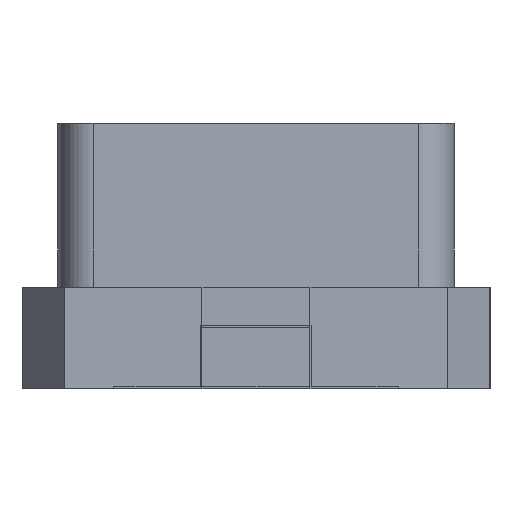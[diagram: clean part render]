
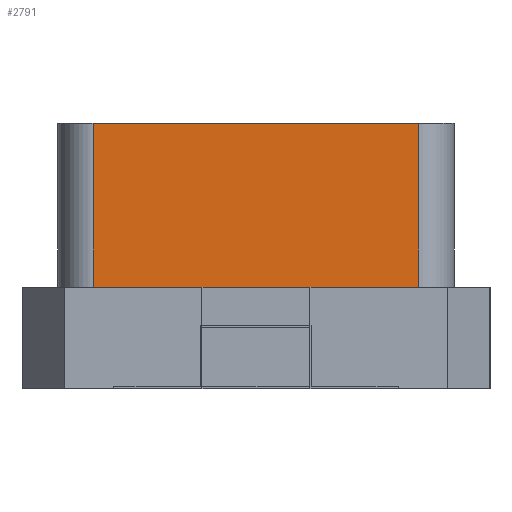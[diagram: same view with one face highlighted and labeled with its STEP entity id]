
A CAD part, left-side view. The second image highlights one B-rep face of the part: STEP entity #2791.
In plain terms, the highlighted free-form (B-spline) face has degree [1, 1] with [2, 2] control points.
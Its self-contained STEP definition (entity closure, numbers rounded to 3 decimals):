
#861 = B_SPLINE_SURFACE_WITH_KNOTS('',1,1,(
    (#862,#863)
    ,(#864,#865
    )),.UNSPECIFIED.,.F.,.F.,.F.,(2,2),(2,2),(-1.651,1.651),(-2.502,
    2.502),.PIECEWISE_BEZIER_KNOTS.);
#862 = CARTESIAN_POINT('',(-1.601,0.743,0.322));
#863 = CARTESIAN_POINT('',(1.601,0.743,0.322));
#864 = CARTESIAN_POINT('',(-1.601,-0.743,0.322));
#865 = CARTESIAN_POINT('',(1.601,-0.743,0.322));
#2437 = VERTEX_POINT('',#2438);
#2438 = CARTESIAN_POINT('',(-1.44,-0.518,0.322));
#2452 = ( BOUNDED_SURFACE() B_SPLINE_SURFACE(2,1,(
    (#2453,#2454)
    ,(#2455,#2456)
    ,(#2457,#2458
)),.UNSPECIFIED.,.F.,.F.,.F.) B_SPLINE_SURFACE_WITH_KNOTS((3,3),(2,2),(
    4.712,6.283),(0.,0.8),.PIECEWISE_BEZIER_KNOTS.) 
GEOMETRIC_REPRESENTATION_ITEM() RATIONAL_B_SPLINE_SURFACE((
    (1.,1.)
    ,(0.707,0.707)
,(1.,1.))) REPRESENTATION_ITEM('') SURFACE() );
#2453 = CARTESIAN_POINT('',(-1.44,-0.518,0.322));
#2454 = CARTESIAN_POINT('',(-1.44,-0.518,0.842));
#2455 = CARTESIAN_POINT('',(-1.44,-0.63,0.322));
#2456 = CARTESIAN_POINT('',(-1.44,-0.63,0.842));
#2457 = CARTESIAN_POINT('',(-1.28,-0.63,0.322));
#2458 = CARTESIAN_POINT('',(-1.28,-0.63,0.842));
#2466 = EDGE_CURVE('',#2467,#2437,#2469,.T.);
#2467 = VERTEX_POINT('',#2468);
#2468 = CARTESIAN_POINT('',(-1.44,0.518,0.322));
#2469 = SURFACE_CURVE('',#2470,(#2473,#2479),.PCURVE_S1.);
#2470 = B_SPLINE_CURVE_WITH_KNOTS('',1,(#2471,#2472),.UNSPECIFIED.,.F.,
  .F.,(2,2),(-2.3,0.),.PIECEWISE_BEZIER_KNOTS.);
#2471 = CARTESIAN_POINT('',(-1.44,0.518,0.322));
#2472 = CARTESIAN_POINT('',(-1.44,-0.518,0.322));
#2473 = PCURVE('',#861,#2474);
#2474 = DEFINITIONAL_REPRESENTATION('',(#2475),#2478);
#2475 = B_SPLINE_CURVE_WITH_KNOTS('',1,(#2476,#2477),.UNSPECIFIED.,.F.,
  .F.,(2,2),(-2.3,0.),.PIECEWISE_BEZIER_KNOTS.);
#2476 = CARTESIAN_POINT('',(-1.15,-2.25));
#2477 = CARTESIAN_POINT('',(1.15,-2.25));
#2478 = ( GEOMETRIC_REPRESENTATION_CONTEXT(2) 
PARAMETRIC_REPRESENTATION_CONTEXT() REPRESENTATION_CONTEXT('2D SPACE',''
  ) );
#2479 = PCURVE('',#2480,#2485);
#2480 = B_SPLINE_SURFACE_WITH_KNOTS('',1,1,(
    (#2481,#2482)
    ,(#2483,#2484
    )),.UNSPECIFIED.,.F.,.F.,.F.,(2,2),(2,2),(-2.3,0.),(0.,0.8),
  .PIECEWISE_BEZIER_KNOTS.);
#2481 = CARTESIAN_POINT('',(-1.44,0.518,0.322));
#2482 = CARTESIAN_POINT('',(-1.44,0.518,0.842));
#2483 = CARTESIAN_POINT('',(-1.44,-0.518,0.322));
#2484 = CARTESIAN_POINT('',(-1.44,-0.518,0.842));
#2485 = DEFINITIONAL_REPRESENTATION('',(#2486),#2489);
#2486 = B_SPLINE_CURVE_WITH_KNOTS('',1,(#2487,#2488),.UNSPECIFIED.,.F.,
  .F.,(2,2),(-2.3,0.),.PIECEWISE_BEZIER_KNOTS.);
#2487 = CARTESIAN_POINT('',(-2.3,0.));
#2488 = CARTESIAN_POINT('',(0.,0.));
#2489 = ( GEOMETRIC_REPRESENTATION_CONTEXT(2) 
PARAMETRIC_REPRESENTATION_CONTEXT() REPRESENTATION_CONTEXT('2D SPACE',''
  ) );
#2507 = ( BOUNDED_SURFACE() B_SPLINE_SURFACE(2,1,(
    (#2508,#2509)
    ,(#2510,#2511)
    ,(#2512,#2513
)),.UNSPECIFIED.,.F.,.F.,.F.) B_SPLINE_SURFACE_WITH_KNOTS((3,3),(2,2),(
    3.142,4.712),(0.,0.8),.PIECEWISE_BEZIER_KNOTS.) 
GEOMETRIC_REPRESENTATION_ITEM() RATIONAL_B_SPLINE_SURFACE((
    (1.,1.)
    ,(0.707,0.707)
,(1.,1.))) REPRESENTATION_ITEM('') SURFACE() );
#2508 = CARTESIAN_POINT('',(-1.28,0.63,0.322));
#2509 = CARTESIAN_POINT('',(-1.28,0.63,0.842));
#2510 = CARTESIAN_POINT('',(-1.44,0.63,0.322));
#2511 = CARTESIAN_POINT('',(-1.44,0.63,0.842));
#2512 = CARTESIAN_POINT('',(-1.44,0.518,0.322));
#2513 = CARTESIAN_POINT('',(-1.44,0.518,0.842));
#2650 = B_SPLINE_SURFACE_WITH_KNOTS('',1,1,(
    (#2651,#2652)
    ,(#2653,#2654
    )),.UNSPECIFIED.,.F.,.F.,.F.,(2,2),(2,2),(-1.4,1.4),(-2.25,2.25),
  .PIECEWISE_BEZIER_KNOTS.);
#2651 = CARTESIAN_POINT('',(-1.44,0.63,0.842));
#2652 = CARTESIAN_POINT('',(1.44,0.63,0.842));
#2653 = CARTESIAN_POINT('',(-1.44,-0.63,0.842));
#2654 = CARTESIAN_POINT('',(1.44,-0.63,0.842));
#2749 = VERTEX_POINT('',#2750);
#2750 = CARTESIAN_POINT('',(-1.44,-0.518,0.842));
#2771 = EDGE_CURVE('',#2437,#2749,#2772,.T.);
#2772 = SURFACE_CURVE('',#2773,(#2776,#2783),.PCURVE_S1.);
#2773 = B_SPLINE_CURVE_WITH_KNOTS('',1,(#2774,#2775),.UNSPECIFIED.,.F.,
  .F.,(2,2),(0.,0.8),.PIECEWISE_BEZIER_KNOTS.);
#2774 = CARTESIAN_POINT('',(-1.44,-0.518,0.322));
#2775 = CARTESIAN_POINT('',(-1.44,-0.518,0.842));
#2776 = PCURVE('',#2452,#2777);
#2777 = DEFINITIONAL_REPRESENTATION('',(#2778),#2782);
#2778 = B_SPLINE_CURVE_WITH_KNOTS('',2,(#2779,#2780,#2781),
  .UNSPECIFIED.,.F.,.F.,(3,3),(0.,0.8),.PIECEWISE_BEZIER_KNOTS.);
#2779 = CARTESIAN_POINT('',(4.712,0.));
#2780 = CARTESIAN_POINT('',(4.712,0.4));
#2781 = CARTESIAN_POINT('',(4.712,0.8));
#2782 = ( GEOMETRIC_REPRESENTATION_CONTEXT(2) 
PARAMETRIC_REPRESENTATION_CONTEXT() REPRESENTATION_CONTEXT('2D SPACE',''
  ) );
#2783 = PCURVE('',#2480,#2784);
#2784 = DEFINITIONAL_REPRESENTATION('',(#2785),#2788);
#2785 = B_SPLINE_CURVE_WITH_KNOTS('',1,(#2786,#2787),.UNSPECIFIED.,.F.,
  .F.,(2,2),(0.,0.8),.PIECEWISE_BEZIER_KNOTS.);
#2786 = CARTESIAN_POINT('',(0.,0.));
#2787 = CARTESIAN_POINT('',(0.,0.8));
#2788 = ( GEOMETRIC_REPRESENTATION_CONTEXT(2) 
PARAMETRIC_REPRESENTATION_CONTEXT() REPRESENTATION_CONTEXT('2D SPACE',''
  ) );
#2791 = ADVANCED_FACE('',(#2792),#2480,.T.);
#2792 = FACE_BOUND('',#2793,.T.);
#2793 = EDGE_LOOP('',(#2794,#2814,#2833,#2834));
#2794 = ORIENTED_EDGE('',*,*,#2795,.F.);
#2795 = EDGE_CURVE('',#2796,#2749,#2798,.T.);
#2796 = VERTEX_POINT('',#2797);
#2797 = CARTESIAN_POINT('',(-1.44,0.518,0.842));
#2798 = SURFACE_CURVE('',#2799,(#2802,#2808),.PCURVE_S1.);
#2799 = B_SPLINE_CURVE_WITH_KNOTS('',1,(#2800,#2801),.UNSPECIFIED.,.F.,
  .F.,(2,2),(-2.3,0.),.PIECEWISE_BEZIER_KNOTS.);
#2800 = CARTESIAN_POINT('',(-1.44,0.518,0.842));
#2801 = CARTESIAN_POINT('',(-1.44,-0.518,0.842));
#2802 = PCURVE('',#2480,#2803);
#2803 = DEFINITIONAL_REPRESENTATION('',(#2804),#2807);
#2804 = B_SPLINE_CURVE_WITH_KNOTS('',1,(#2805,#2806),.UNSPECIFIED.,.F.,
  .F.,(2,2),(-2.3,0.),.PIECEWISE_BEZIER_KNOTS.);
#2805 = CARTESIAN_POINT('',(-2.3,0.8));
#2806 = CARTESIAN_POINT('',(0.,0.8));
#2807 = ( GEOMETRIC_REPRESENTATION_CONTEXT(2) 
PARAMETRIC_REPRESENTATION_CONTEXT() REPRESENTATION_CONTEXT('2D SPACE',''
  ) );
#2808 = PCURVE('',#2650,#2809);
#2809 = DEFINITIONAL_REPRESENTATION('',(#2810),#2813);
#2810 = B_SPLINE_CURVE_WITH_KNOTS('',1,(#2811,#2812),.UNSPECIFIED.,.F.,
  .F.,(2,2),(-2.3,0.),.PIECEWISE_BEZIER_KNOTS.);
#2811 = CARTESIAN_POINT('',(-1.15,-2.25));
#2812 = CARTESIAN_POINT('',(1.15,-2.25));
#2813 = ( GEOMETRIC_REPRESENTATION_CONTEXT(2) 
PARAMETRIC_REPRESENTATION_CONTEXT() REPRESENTATION_CONTEXT('2D SPACE',''
  ) );
#2814 = ORIENTED_EDGE('',*,*,#2815,.F.);
#2815 = EDGE_CURVE('',#2467,#2796,#2816,.T.);
#2816 = SURFACE_CURVE('',#2817,(#2820,#2826),.PCURVE_S1.);
#2817 = B_SPLINE_CURVE_WITH_KNOTS('',1,(#2818,#2819),.UNSPECIFIED.,.F.,
  .F.,(2,2),(0.,0.8),.PIECEWISE_BEZIER_KNOTS.);
#2818 = CARTESIAN_POINT('',(-1.44,0.518,0.322));
#2819 = CARTESIAN_POINT('',(-1.44,0.518,0.842));
#2820 = PCURVE('',#2480,#2821);
#2821 = DEFINITIONAL_REPRESENTATION('',(#2822),#2825);
#2822 = B_SPLINE_CURVE_WITH_KNOTS('',1,(#2823,#2824),.UNSPECIFIED.,.F.,
  .F.,(2,2),(0.,0.8),.PIECEWISE_BEZIER_KNOTS.);
#2823 = CARTESIAN_POINT('',(-2.3,0.));
#2824 = CARTESIAN_POINT('',(-2.3,0.8));
#2825 = ( GEOMETRIC_REPRESENTATION_CONTEXT(2) 
PARAMETRIC_REPRESENTATION_CONTEXT() REPRESENTATION_CONTEXT('2D SPACE',''
  ) );
#2826 = PCURVE('',#2507,#2827);
#2827 = DEFINITIONAL_REPRESENTATION('',(#2828),#2832);
#2828 = B_SPLINE_CURVE_WITH_KNOTS('',2,(#2829,#2830,#2831),
  .UNSPECIFIED.,.F.,.F.,(3,3),(0.,0.8),.PIECEWISE_BEZIER_KNOTS.);
#2829 = CARTESIAN_POINT('',(4.712,0.));
#2830 = CARTESIAN_POINT('',(4.712,0.4));
#2831 = CARTESIAN_POINT('',(4.712,0.8));
#2832 = ( GEOMETRIC_REPRESENTATION_CONTEXT(2) 
PARAMETRIC_REPRESENTATION_CONTEXT() REPRESENTATION_CONTEXT('2D SPACE',''
  ) );
#2833 = ORIENTED_EDGE('',*,*,#2466,.T.);
#2834 = ORIENTED_EDGE('',*,*,#2771,.T.);
